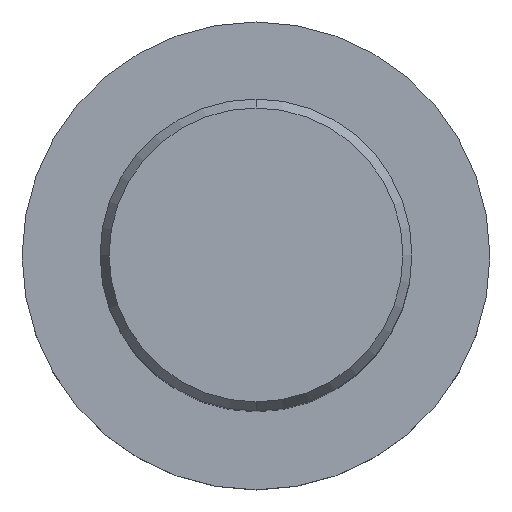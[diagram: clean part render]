
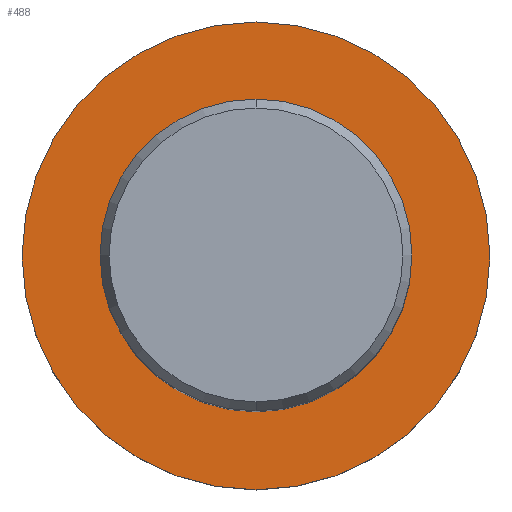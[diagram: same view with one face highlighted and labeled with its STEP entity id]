
A CAD part, top view. The second image highlights one B-rep face of the part: STEP entity #488.
In plain terms, the highlighted planar face has unit normal (0, 0, 1).
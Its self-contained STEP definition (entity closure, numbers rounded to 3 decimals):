
#244=VERTEX_POINT('',#614);
#342=VERTEX_POINT('',#722);
#358=EDGE_CURVE('',#440,#342,#740,.T.);
#372=EDGE_CURVE('',#448,#244,#757,.T.);
#420=EDGE_CURVE('',#244,#448,#809,.T.);
#440=VERTEX_POINT('',#830);
#448=VERTEX_POINT('',#838);
#488=ADVANCED_FACE('',(#883,#884),#885,.T.);
#498=EDGE_CURVE('',#342,#440,#896,.T.);
#614=CARTESIAN_POINT('',(0.0,30.0,-70.0));
#722=CARTESIAN_POINT('',(0.,-20.0,-70.0));
#740=CIRCLE('',#1289,20.0);
#757=CIRCLE('',#1310,30.0);
#809=CIRCLE('',#1383,30.0);
#830=CARTESIAN_POINT('',(0.0,20.0,-70.0));
#838=CARTESIAN_POINT('',(0.,-30.0,-70.0));
#883=FACE_BOUND('',#1567,.T.);
#884=FACE_OUTER_BOUND('',#1568,.T.);
#885=PLANE('',#1569);
#896=CIRCLE('',#1609,20.0);
#1289=AXIS2_PLACEMENT_3D('',#1945,#1946,#1947);
#1310=AXIS2_PLACEMENT_3D('',#1977,#1978,#1979);
#1383=AXIS2_PLACEMENT_3D('',#2045,#2046,#2047);
#1567=EDGE_LOOP('',(#2130,#2131));
#1568=EDGE_LOOP('',(#2132,#2133));
#1569=AXIS2_PLACEMENT_3D('',#2134,#2135,#2136);
#1609=AXIS2_PLACEMENT_3D('',#2150,#2151,#2152);
#1945=CARTESIAN_POINT('',(0.0,0.0,-70.0));
#1946=DIRECTION('',(-0.0,0.0,-1.0));
#1947=DIRECTION('',(0.0,1.0,0.0));
#1977=CARTESIAN_POINT('',(0.0,0.0,-70.0));
#1978=DIRECTION('',(0.0,0.0,-1.0));
#1979=DIRECTION('',(0.0,1.0,0.0));
#2045=CARTESIAN_POINT('',(0.0,0.0,-70.0));
#2046=DIRECTION('',(0.0,0.0,-1.0));
#2047=DIRECTION('',(0.0,1.0,0.0));
#2130=ORIENTED_EDGE('',*,*,#358,.T.);
#2131=ORIENTED_EDGE('',*,*,#498,.T.);
#2132=ORIENTED_EDGE('',*,*,#420,.F.);
#2133=ORIENTED_EDGE('',*,*,#372,.F.);
#2134=CARTESIAN_POINT('',(0.0,15.0,-70.0));
#2135=DIRECTION('',(-0.0,0.0,1.0));
#2136=DIRECTION('',(0.0,-1.0,0.0));
#2150=CARTESIAN_POINT('',(0.0,0.0,-70.0));
#2151=DIRECTION('',(-0.0,0.0,-1.0));
#2152=DIRECTION('',(0.0,1.0,0.0));
